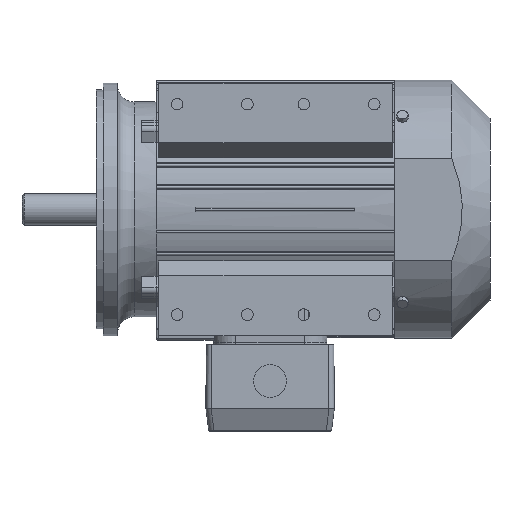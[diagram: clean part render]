
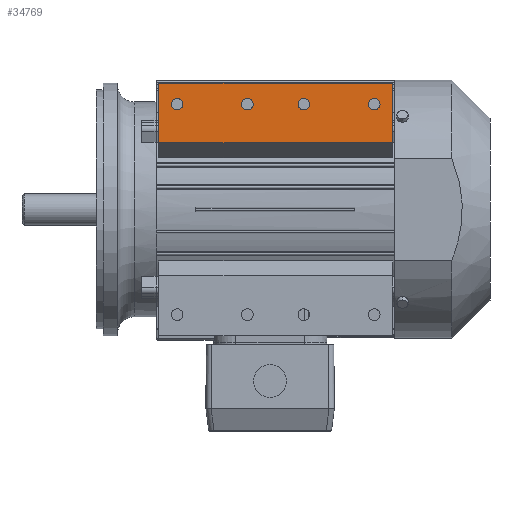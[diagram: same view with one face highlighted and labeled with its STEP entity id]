
A CAD part, front view. The second image highlights one B-rep face of the part: STEP entity #34769.
In plain terms, the highlighted planar face has unit normal (0, -1, 0).
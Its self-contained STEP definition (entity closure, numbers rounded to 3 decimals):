
#33181 = ORIENTED_EDGE ( 'NONE', *, *, #32414, .F. ) ;
#664 = EDGE_CURVE ( 'NONE', #38253, #40595, #1011, .T. ) ;
#17094 = ORIENTED_EDGE ( 'NONE', *, *, #16320, .F. ) ;
#1011 = CIRCLE ( 'NONE', #1012, 5.25 ) ;
#1012 = AXIS2_PLACEMENT_3D ( 'NONE', #1013, #1055, #1056 ) ;
#1013 = CARTESIAN_POINT ( 'NONE',  ( 197., -114.3, 95. ) ) ;
#17424 = CARTESIAN_POINT ( 'NONE',  ( 82.5, -114.3, 100.25 ) ) ;
#1055 = DIRECTION ( 'NONE',  ( 0., -1., 0. ) ) ;
#1056 = DIRECTION ( 'NONE',  ( 0., 0., -1. ) ) ;
#34271 = EDGE_LOOP ( 'NONE', ( #33181, #31322 ) ) ;
#1752 = ORIENTED_EDGE ( 'NONE', *, *, #664, .F. ) ;
#18165 = VERTEX_POINT ( 'NONE', #35325 ) ;
#34769 = ADVANCED_FACE ( 'NONE', ( #23094, #23095, #23096, #23097, #23098 ), #23099, .T. ) ;
#34879 = CARTESIAN_POINT ( 'NONE',  ( 197., -114.3, 89.75 ) ) ;
#18519 = CIRCLE ( 'NONE', #18541, 5.25 ) ;
#18541 = AXIS2_PLACEMENT_3D ( 'NONE', #18542, #18543, #18544 ) ;
#18542 = CARTESIAN_POINT ( 'NONE',  ( 133.5, -114.3, 95. ) ) ;
#18543 = DIRECTION ( 'NONE',  ( 0., -1., 0. ) ) ;
#18544 = DIRECTION ( 'NONE',  ( 0., 0., -1. ) ) ;
#18941 = VERTEX_POINT ( 'NONE', #36317 ) ;
#35325 = CARTESIAN_POINT ( 'NONE',  ( 213.5, -114.3, 114. ) ) ;
#19218 = EDGE_CURVE ( 'NONE', #18941, #21082, #36524, .T. ) ;
#3290 = EDGE_LOOP ( 'NONE', ( #1752, #40818 ) ) ;
#36317 = CARTESIAN_POINT ( 'NONE',  ( 2.5, -114.3, 60. ) ) ;
#19999 = VERTEX_POINT ( 'NONE', #37239 ) ;
#20009 = CARTESIAN_POINT ( 'NONE',  ( 133.5, -114.3, 89.75 ) ) ;
#36524 = LINE ( 'NONE', #36549, #36550 ) ;
#36549 = CARTESIAN_POINT ( 'NONE',  ( 2.5, -114.3, 60. ) ) ;
#36550 = VECTOR ( 'NONE', #36551, 1000. ) ;
#36551 = DIRECTION ( 'NONE',  ( 1., 0., 0. ) ) ;
#20284 = CIRCLE ( 'NONE', #20285, 5.25 ) ;
#20285 = AXIS2_PLACEMENT_3D ( 'NONE', #20286, #20309, #20310 ) ;
#20286 = CARTESIAN_POINT ( 'NONE',  ( 133.5, -114.3, 95. ) ) ;
#20309 = DIRECTION ( 'NONE',  ( 0., -1., 0. ) ) ;
#20310 = DIRECTION ( 'NONE',  ( 0., 0., -1. ) ) ;
#4007 = ORIENTED_EDGE ( 'NONE', *, *, #29619, .F. ) ;
#20459 = EDGE_CURVE ( 'NONE', #22678, #19999, #37662, .T. ) ;
#37239 = CARTESIAN_POINT ( 'NONE',  ( 19., -114.3, 89.75 ) ) ;
#21082 = VERTEX_POINT ( 'NONE', #38186 ) ;
#37662 = CIRCLE ( 'NONE', #37663, 5.25 ) ;
#37663 = AXIS2_PLACEMENT_3D ( 'NONE', #37664, #37665, #37666 ) ;
#37664 = CARTESIAN_POINT ( 'NONE',  ( 19., -114.3, 95. ) ) ;
#37665 = DIRECTION ( 'NONE',  ( 0., -1., 0. ) ) ;
#37666 = DIRECTION ( 'NONE',  ( 0., 0., -1. ) ) ;
#5192 = CARTESIAN_POINT ( 'NONE',  ( 197., -114.3, 100.25 ) ) ;
#38059 = CIRCLE ( 'NONE', #38060, 5.25 ) ;
#38060 = AXIS2_PLACEMENT_3D ( 'NONE', #38061, #38083, #38084 ) ;
#38061 = CARTESIAN_POINT ( 'NONE',  ( 197., -114.3, 95. ) ) ;
#38083 = DIRECTION ( 'NONE',  ( 0., -1., 0. ) ) ;
#38084 = DIRECTION ( 'NONE',  ( 0., 0., -1. ) ) ;
#38129 = LINE ( 'NONE', #38130, #38131 ) ;
#38130 = CARTESIAN_POINT ( 'NONE',  ( 213.5, -114.3, 60. ) ) ;
#38131 = VECTOR ( 'NONE', #38132, 1000. ) ;
#38132 = DIRECTION ( 'NONE',  ( 0., 0., -1. ) ) ;
#38186 = CARTESIAN_POINT ( 'NONE',  ( 213.5, -114.3, 60. ) ) ;
#38253 = VERTEX_POINT ( 'NONE', #34879 ) ;
#38724 = EDGE_CURVE ( 'NONE', #40595, #38253, #38059, .T. ) ;
#6023 = EDGE_CURVE ( 'NONE', #29150, #31484, #12341, .T. ) ;
#38876 = EDGE_CURVE ( 'NONE', #18165, #21082, #38129, .T. ) ;
#22678 = VERTEX_POINT ( 'NONE', #39595 ) ;
#39232 = ORIENTED_EDGE ( 'NONE', *, *, #38876, .F. ) ;
#23094 = FACE_BOUND ( 'NONE', #34271, .T. ) ;
#23095 = FACE_BOUND ( 'NONE', #30822, .T. ) ;
#23096 = FACE_BOUND ( 'NONE', #7960, .T. ) ;
#23097 = FACE_BOUND ( 'NONE', #3290, .T. ) ;
#23098 = FACE_OUTER_BOUND ( 'NONE', #40315, .T. ) ;
#23099 = PLANE ( 'NONE',  #23100 ) ;
#23100 = AXIS2_PLACEMENT_3D ( 'NONE', #23126, #23127, #23128 ) ;
#23126 = CARTESIAN_POINT ( 'NONE',  ( 2.5, -114.3, 60. ) ) ;
#23127 = DIRECTION ( 'NONE',  ( 0., -1., 0. ) ) ;
#23128 = DIRECTION ( 'NONE',  ( 0., 0., -1. ) ) ;
#39595 = CARTESIAN_POINT ( 'NONE',  ( 19., -114.3, 100.25 ) ) ;
#6858 = ORIENTED_EDGE ( 'NONE', *, *, #6023, .F. ) ;
#40315 = EDGE_LOOP ( 'NONE', ( #39232, #17094, #14781, #12919 ) ) ;
#40595 = VERTEX_POINT ( 'NONE', #5192 ) ;
#7960 = EDGE_LOOP ( 'NONE', ( #6858, #4007 ) ) ;
#40818 = ORIENTED_EDGE ( 'NONE', *, *, #38724, .F. ) ;
#8440 = ORIENTED_EDGE ( 'NONE', *, *, #20459, .F. ) ;
#24887 = CARTESIAN_POINT ( 'NONE',  ( 133.5, -114.3, 100.25 ) ) ;
#25313 = LINE ( 'NONE', #25314, #25315 ) ;
#25314 = CARTESIAN_POINT ( 'NONE',  ( 2.5, -114.3, 60. ) ) ;
#25315 = VECTOR ( 'NONE', #25316, 1000. ) ;
#25316 = DIRECTION ( 'NONE',  ( 0., 0., -1. ) ) ;
#26825 = CARTESIAN_POINT ( 'NONE',  ( 2.5, -114.3, 114. ) ) ;
#27215 = LINE ( 'NONE', #27216, #27217 ) ;
#27216 = CARTESIAN_POINT ( 'NONE',  ( 2.5, -114.3, 114. ) ) ;
#27217 = VECTOR ( 'NONE', #27218, 1000. ) ;
#27218 = DIRECTION ( 'NONE',  ( 1., 0., 0. ) ) ;
#11179 = VERTEX_POINT ( 'NONE', #20009 ) ;
#11641 = EDGE_CURVE ( 'NONE', #13505, #11179, #20284, .T. ) ;
#11891 = CIRCLE ( 'NONE', #11892, 5.25 ) ;
#11892 = AXIS2_PLACEMENT_3D ( 'NONE', #11893, #11894, #11895 ) ;
#11893 = CARTESIAN_POINT ( 'NONE',  ( 19., -114.3, 95. ) ) ;
#11894 = DIRECTION ( 'NONE',  ( 0., -1., 0. ) ) ;
#11895 = DIRECTION ( 'NONE',  ( 0., 0., -1. ) ) ;
#12066 = CARTESIAN_POINT ( 'NONE',  ( 82.5, -114.3, 89.75 ) ) ;
#12341 = CIRCLE ( 'NONE', #12342, 5.25 ) ;
#12342 = AXIS2_PLACEMENT_3D ( 'NONE', #12343, #12344, #12345 ) ;
#12343 = CARTESIAN_POINT ( 'NONE',  ( 82.5, -114.3, 95. ) ) ;
#12344 = DIRECTION ( 'NONE',  ( 0., -1., 0. ) ) ;
#12345 = DIRECTION ( 'NONE',  ( 0., 0., -1. ) ) ;
#28952 = EDGE_CURVE ( 'NONE', #19999, #22678, #11891, .T. ) ;
#12592 = CIRCLE ( 'NONE', #12593, 5.25 ) ;
#12593 = AXIS2_PLACEMENT_3D ( 'NONE', #12594, #12595, #12596 ) ;
#12594 = CARTESIAN_POINT ( 'NONE',  ( 82.5, -114.3, 95. ) ) ;
#12595 = DIRECTION ( 'NONE',  ( 0., -1., 0. ) ) ;
#12596 = DIRECTION ( 'NONE',  ( 0., 0., -1. ) ) ;
#29150 = VERTEX_POINT ( 'NONE', #12066 ) ;
#12919 = ORIENTED_EDGE ( 'NONE', *, *, #19218, .T. ) ;
#29619 = EDGE_CURVE ( 'NONE', #31484, #29150, #12592, .T. ) ;
#29731 = ORIENTED_EDGE ( 'NONE', *, *, #28952, .F. ) ;
#13505 = VERTEX_POINT ( 'NONE', #24887 ) ;
#14008 = EDGE_CURVE ( 'NONE', #15859, #18941, #25313, .T. ) ;
#30822 = EDGE_LOOP ( 'NONE', ( #29731, #8440 ) ) ;
#14781 = ORIENTED_EDGE ( 'NONE', *, *, #14008, .T. ) ;
#31322 = ORIENTED_EDGE ( 'NONE', *, *, #11641, .F. ) ;
#31484 = VERTEX_POINT ( 'NONE', #17424 ) ;
#15859 = VERTEX_POINT ( 'NONE', #26825 ) ;
#32414 = EDGE_CURVE ( 'NONE', #11179, #13505, #18519, .T. ) ;
#16320 = EDGE_CURVE ( 'NONE', #15859, #18165, #27215, .T. ) ;
